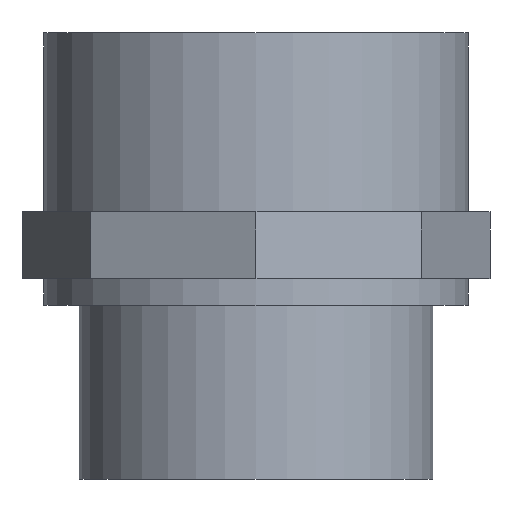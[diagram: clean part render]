
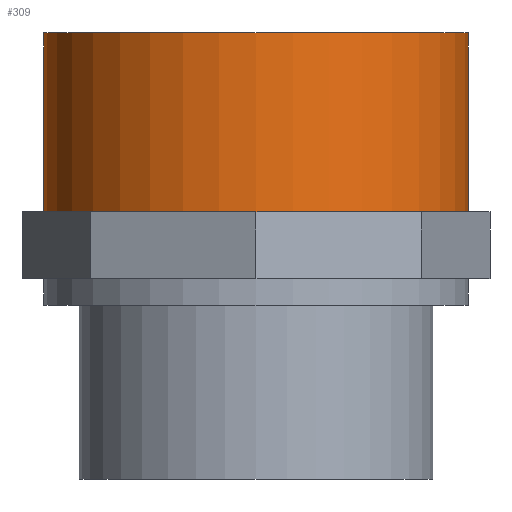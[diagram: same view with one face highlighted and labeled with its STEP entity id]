
A CAD part, front view. The second image highlights one B-rep face of the part: STEP entity #309.
In plain terms, the highlighted cylindrical face has radius 54 mm (diameter 108 mm), a full revolution.
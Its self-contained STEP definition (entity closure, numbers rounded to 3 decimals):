
#14=CYLINDRICAL_SURFACE($,#335,54.);
#22=FACE_BOUND($,#79,.T.);
#36=CIRCLE($,#326,54.);
#37=CIRCLE($,#336,54.);
#57=FACE_OUTER_BOUND($,#78,.T.);
#78=EDGE_LOOP($,(#262));
#79=EDGE_LOOP($,(#263));
#165=VERTEX_POINT($,#485);
#166=VERTEX_POINT($,#504);
#193=EDGE_CURVE($,#165,#165,#36,.T.);
#202=EDGE_CURVE($,#166,#166,#37,.T.);
#262=ORIENTED_EDGE($,*,*,#202,.F.);
#263=ORIENTED_EDGE($,*,*,#193,.T.);
#309=ADVANCED_FACE($,(#57,#22),#14,.T.);
#326=AXIS2_PLACEMENT_3D($,#486,#380,#381);
#335=AXIS2_PLACEMENT_3D($,#503,#406,#407);
#336=AXIS2_PLACEMENT_3D($,#505,#408,#409);
#380=DIRECTION('center_axis',(0.,0.,1.));
#381=DIRECTION('ref_axis',(0.,-1.,0.));
#406=DIRECTION('center_axis',(0.,0.,1.));
#407=DIRECTION('ref_axis',(0.,-1.,0.));
#408=DIRECTION('center_axis',(0.,0.,1.));
#409=DIRECTION('ref_axis',(0.,-1.,0.));
#485=CARTESIAN_POINT('',(0.,54.,68.));
#486=CARTESIAN_POINT('Origin',(0.,0.,68.));
#503=CARTESIAN_POINT('Origin',(0.,0.,78.85));
#504=CARTESIAN_POINT('',(0.,-54.,113.5));
#505=CARTESIAN_POINT('Origin',(0.,0.,113.5));
